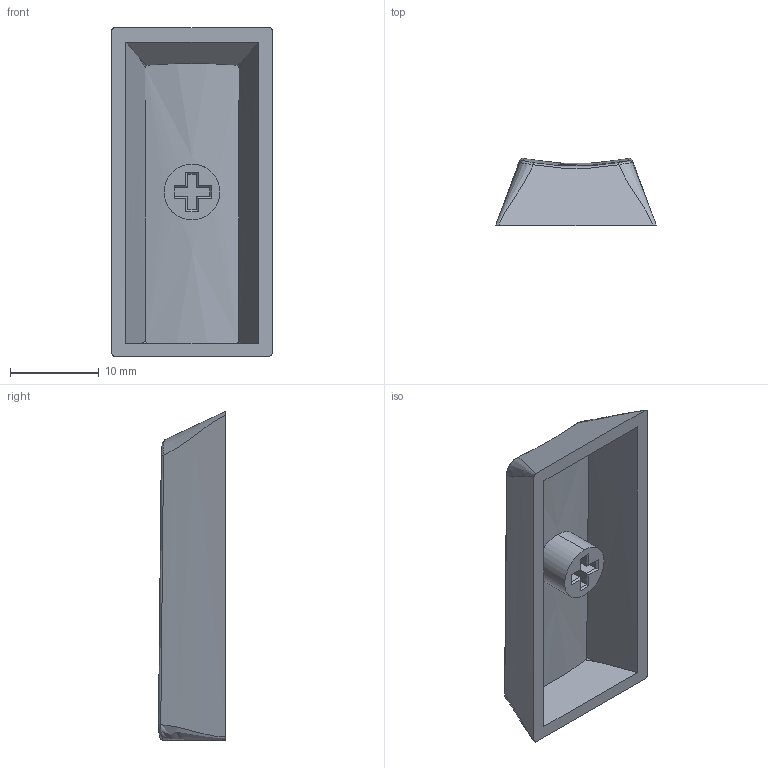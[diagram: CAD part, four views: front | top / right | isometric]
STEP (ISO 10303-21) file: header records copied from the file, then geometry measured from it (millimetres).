
FILE_DESCRIPTION (( 'STEP AP203' ), '1' );
FILE_NAME ('r2-3_200vert.STEP', '2018-04-18T20:24:18', ( '' ), ( '' ), 'SwSTEP 2.0', 'SolidWorks 2017', '' );
FILE_SCHEMA (( 'CONFIG_CONTROL_DESIGN' ));
Length unit declared in the file: millimetre
Products named in the file (1): r2-3_200vert
Bounding box: 18.1 x 7.57 x 37.1 mm (x, y, z)
Volume: 1663.8 mm3; surface area: 2390.9 mm2
Topology: 1 solids, 1 shells, 54 faces, 129 edges, 80 vertices
Faces by surface type: plane 30, bspline 22, cylinder 2
Entity records: 3617 total; most frequent: CARTESIAN_POINT 2491, ORIENTED_EDGE 258, DIRECTION 137, EDGE_CURVE 129, VERTEX_POINT 80, LINE 67, VECTOR 67, B_SPLINE_CURVE_WITH_KNOTS 60
